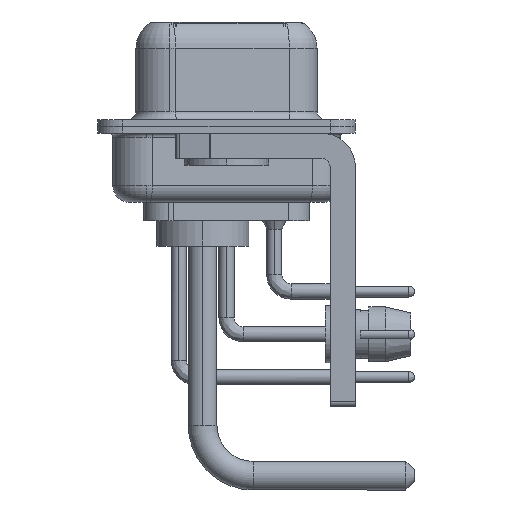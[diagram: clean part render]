
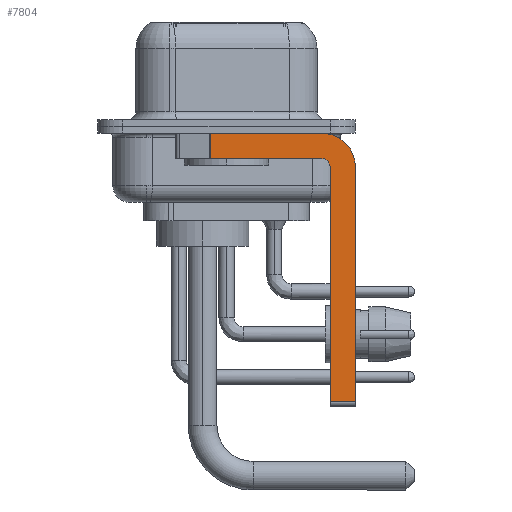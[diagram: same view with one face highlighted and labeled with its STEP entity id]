
A CAD part, left-side view. The second image highlights one B-rep face of the part: STEP entity #7804.
In plain terms, the highlighted planar face has unit normal (-1, 0, 0).
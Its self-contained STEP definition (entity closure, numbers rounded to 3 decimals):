
#806 = CARTESIAN_POINT ( 'NONE',  ( -2.9, 0.978, -1.9 ) ) ;
#1896 = PLANE ( 'NONE',  #22540 ) ;
#2587 = VERTEX_POINT ( 'NONE', #17810 ) ;
#2821 = DIRECTION ( 'NONE',  ( 0., 0., -1. ) ) ;
#3274 = CARTESIAN_POINT ( 'NONE',  ( -2.9, -5.65, -1.9 ) ) ;
#3357 = DIRECTION ( 'NONE',  ( 0., 0., 1. ) ) ;
#3765 = EDGE_CURVE ( 'NONE', #15825, #19714, #24709, .T. ) ;
#3913 = VECTOR ( 'NONE', #3357, 1000. ) ;
#4373 = VERTEX_POINT ( 'NONE', #12628 ) ;
#4843 = VECTOR ( 'NONE', #10758, 1000. ) ;
#5297 = CARTESIAN_POINT ( 'NONE',  ( -2.9, 3., -0.4 ) ) ;
#5660 = AXIS2_PLACEMENT_3D ( 'NONE', #33289, #9628, #20414 ) ;
#5961 = ORIENTED_EDGE ( 'NONE', *, *, #22184, .F. ) ;
#6117 = LINE ( 'NONE', #13730, #34561 ) ;
#6171 = ORIENTED_EDGE ( 'NONE', *, *, #26475, .F. ) ;
#6298 = DIRECTION ( 'NONE',  ( -1., 0., 0. ) ) ;
#6457 = CARTESIAN_POINT ( 'NONE',  ( -2.9, -5.65, -16.35 ) ) ;
#6817 = ORIENTED_EDGE ( 'NONE', *, *, #3765, .F. ) ;
#6996 = VERTEX_POINT ( 'NONE', #806 ) ;
#7804 = ADVANCED_FACE ( 'NONE', ( #34385 ), #1896, .F. ) ;
#8261 = ORIENTED_EDGE ( 'NONE', *, *, #29780, .T. ) ;
#8378 = ORIENTED_EDGE ( 'NONE', *, *, #24493, .T. ) ;
#8709 = AXIS2_PLACEMENT_3D ( 'NONE', #32429, #6298, #11225 ) ;
#9628 = DIRECTION ( 'NONE',  ( 1., 0., 0. ) ) ;
#10089 = CARTESIAN_POINT ( 'NONE',  ( -2.9, -6.15, -16.35 ) ) ;
#10579 = LINE ( 'NONE', #5297, #4843 ) ;
#10758 = DIRECTION ( 'NONE',  ( 0., -1., 0. ) ) ;
#11225 = DIRECTION ( 'NONE',  ( 0., 0., 1. ) ) ;
#11559 = LINE ( 'NONE', #33260, #16176 ) ;
#11936 = CARTESIAN_POINT ( 'NONE',  ( -2.9, -7.65, -16.35 ) ) ;
#12628 = CARTESIAN_POINT ( 'NONE',  ( -2.9, -5.65, -0.4 ) ) ;
#12697 = CARTESIAN_POINT ( 'NONE',  ( -2.9, -5.65, -2.4 ) ) ;
#13730 = CARTESIAN_POINT ( 'NONE',  ( -2.9, 0.978, -1.9 ) ) ;
#15038 = VERTEX_POINT ( 'NONE', #10089 ) ;
#15825 = VERTEX_POINT ( 'NONE', #30137 ) ;
#16176 = VECTOR ( 'NONE', #22158, 1000. ) ;
#17597 = ORIENTED_EDGE ( 'NONE', *, *, #27538, .F. ) ;
#17810 = CARTESIAN_POINT ( 'NONE',  ( -2.9, 0.978, -0.4 ) ) ;
#17834 = DIRECTION ( 'NONE',  ( 1., 0., 0. ) ) ;
#18147 = ORIENTED_EDGE ( 'NONE', *, *, #34341, .F. ) ;
#18427 = VERTEX_POINT ( 'NONE', #3274 ) ;
#19714 = VERTEX_POINT ( 'NONE', #11936 ) ;
#20122 = VECTOR ( 'NONE', #2821, 1000. ) ;
#20414 = DIRECTION ( 'NONE',  ( 0., 0., -1. ) ) ;
#21402 = CARTESIAN_POINT ( 'NONE',  ( -2.9, -6.15, -16.6 ) ) ;
#21449 = EDGE_LOOP ( 'NONE', ( #5961, #8261, #18147, #30251, #6171, #8378, #6817, #17597 ) ) ;
#21841 = DIRECTION ( 'NONE',  ( 0., 0., -1. ) ) ;
#22158 = DIRECTION ( 'NONE',  ( 0., 1., 0. ) ) ;
#22184 = EDGE_CURVE ( 'NONE', #2587, #4373, #10579, .T. ) ;
#22540 = AXIS2_PLACEMENT_3D ( 'NONE', #12697, #17834, #26415 ) ;
#23098 = VERTEX_POINT ( 'NONE', #29290 ) ;
#24120 = VECTOR ( 'NONE', #30263, 1000. ) ;
#24493 = EDGE_CURVE ( 'NONE', #15038, #19714, #30619, .T. ) ;
#24709 = LINE ( 'NONE', #33195, #20122 ) ;
#26415 = DIRECTION ( 'NONE',  ( 0., 0., -1. ) ) ;
#26475 = EDGE_CURVE ( 'NONE', #15038, #23098, #34629, .T. ) ;
#27538 = EDGE_CURVE ( 'NONE', #4373, #15825, #32141, .T. ) ;
#29290 = CARTESIAN_POINT ( 'NONE',  ( -2.9, -6.15, -2.4 ) ) ;
#29780 = EDGE_CURVE ( 'NONE', #2587, #6996, #6117, .T. ) ;
#30137 = CARTESIAN_POINT ( 'NONE',  ( -2.9, -7.65, -2.4 ) ) ;
#30251 = ORIENTED_EDGE ( 'NONE', *, *, #32402, .F. ) ;
#30263 = DIRECTION ( 'NONE',  ( 0., -1., 0. ) ) ;
#30619 = LINE ( 'NONE', #6457, #24120 ) ;
#32141 = CIRCLE ( 'NONE', #5660, 2. ) ;
#32402 = EDGE_CURVE ( 'NONE', #23098, #18427, #33501, .T. ) ;
#32429 = CARTESIAN_POINT ( 'NONE',  ( -2.9, -5.65, -2.4 ) ) ;
#33195 = CARTESIAN_POINT ( 'NONE',  ( -2.9, -7.65, -2.4 ) ) ;
#33260 = CARTESIAN_POINT ( 'NONE',  ( -2.9, -5.65, -1.9 ) ) ;
#33289 = CARTESIAN_POINT ( 'NONE',  ( -2.9, -5.65, -2.4 ) ) ;
#33501 = CIRCLE ( 'NONE', #8709, 0.5 ) ;
#34341 = EDGE_CURVE ( 'NONE', #18427, #6996, #11559, .T. ) ;
#34385 = FACE_OUTER_BOUND ( 'NONE', #21449, .T. ) ;
#34561 = VECTOR ( 'NONE', #21841, 1000. ) ;
#34629 = LINE ( 'NONE', #21402, #3913 ) ;
